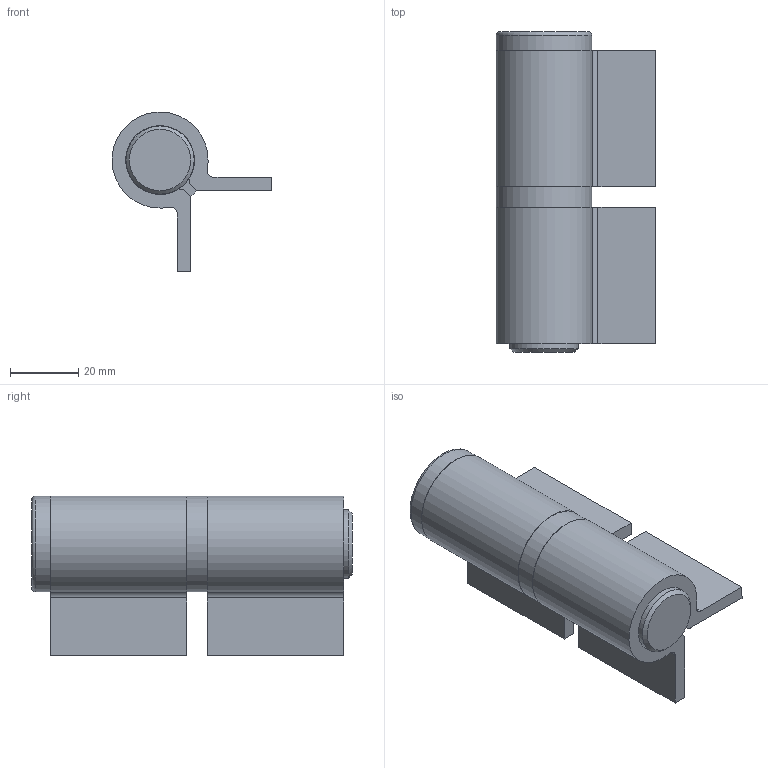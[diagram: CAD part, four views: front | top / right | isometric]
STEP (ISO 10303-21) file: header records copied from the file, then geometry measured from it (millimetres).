
FILE_DESCRIPTION(/* description */ (''),/* implementation_level */ '2;1');
FILE_NAME(/* name */ '50080.iam.step',/* time_stamp */ '2022-07-20T08:10:59+02:00',/* author */ ('Abt. Technik'),/* organization */ (''),/* preprocessor_version */ 'ST-DEVELOPER v19.2',/* originating_system */ 'Autodesk Inventor 2023',/* authorisation */ '');
FILE_SCHEMA (('AUTOMOTIVE_DESIGN { 1 0 10303 214 3 1 1 }'));
Length unit declared in the file: millimetre
Products named in the file (4): 50080; 50080 Stift; 50080 Lasche; Messingscheibe 6 mm
Assembly tree (4 placements, depth 2):
  50080
    50080 Stift
    50080 Lasche  x2
    Messingscheibe 6 mm
Bounding box: 46.89 x 94 x 46.89 mm (x, y, z)
Volume: 69818.1 mm3; surface area: 29155.2 mm2
Topology: 4 solids, 4 shells, 47 faces, 114 edges, 76 vertices
Faces by surface type: plane 25, cylinder 20, cone 1, torus 1
Full cylindrical faces by diameter (mm): 20 x1, 20.2 x1, 28 x2
Entity records: 1004 total; most frequent: DIRECTION 169, CARTESIAN_POINT 147, ORIENTED_EDGE 132, EDGE_CURVE 66, AXIS2_PLACEMENT_3D 66, VERTEX_POINT 44, LINE 37, VECTOR 37
